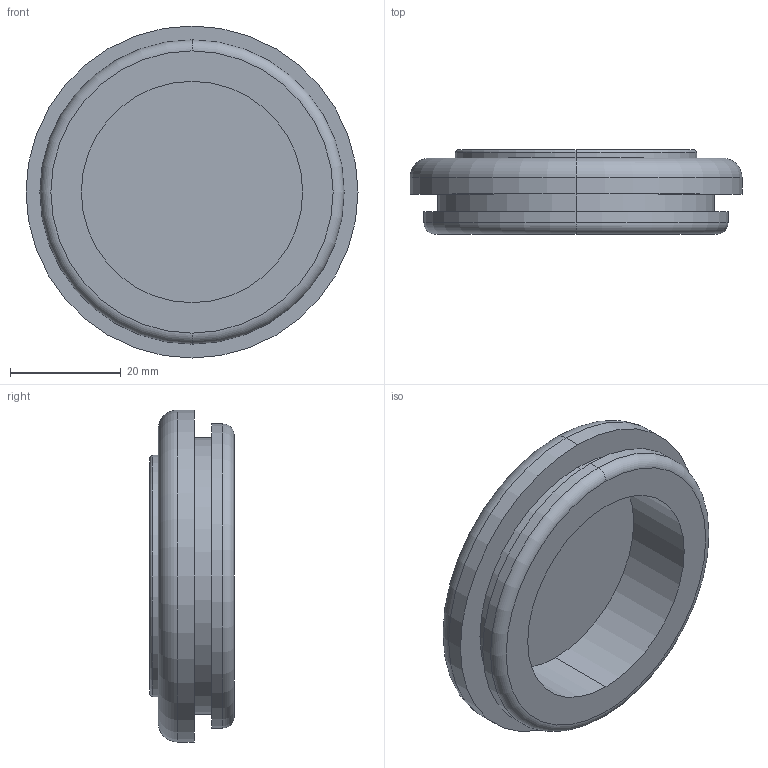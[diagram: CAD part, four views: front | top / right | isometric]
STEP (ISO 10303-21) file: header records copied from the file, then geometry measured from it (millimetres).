
FILE_DESCRIPTION (( 'STEP AP203' ), '1' );
FILE_NAME ('C-30-SG-50A-EP-UL.STEP', '2011-12-02T08:05:24', ( '11sw' ), ( 'タキゲン製造株式会社' ), 'SwSTEP 2.0', 'SolidWorks 2011', '' );
FILE_SCHEMA (( 'CONFIG_CONTROL_DESIGN' ));
Length unit declared in the file: millimetre
Products named in the file (1): C-30-SG-50A-EP-UL
Bounding box: 60 x 15.2 x 60 mm (x, y, z)
Volume: 17666.1 mm3; surface area: 10418.5 mm2
Topology: 1 solids, 1 shells, 27 faces, 52 edges, 32 vertices
Faces by surface type: cylinder 12, torus 8, plane 7
Entity records: 779 total; most frequent: DIRECTION 148, CARTESIAN_POINT 112, ORIENTED_EDGE 104, AXIS2_PLACEMENT_3D 68, EDGE_CURVE 52, CIRCLE 40, EDGE_LOOP 32, VERTEX_POINT 32
